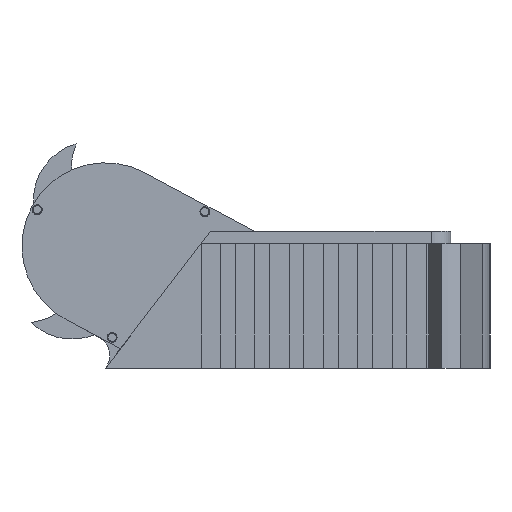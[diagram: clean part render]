
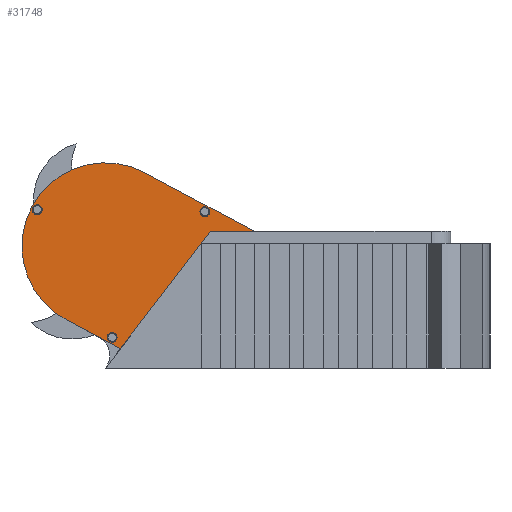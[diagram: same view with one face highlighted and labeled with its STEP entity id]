
A CAD part, left-side view. The second image highlights one B-rep face of the part: STEP entity #31748.
In plain terms, the highlighted planar face has unit normal (-1, 0, 0).
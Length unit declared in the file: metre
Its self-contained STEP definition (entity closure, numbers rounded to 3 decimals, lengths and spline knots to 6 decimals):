
#750=CIRCLE('',#33935,0.017);
#751=CIRCLE('',#33939,0.001);
#752=CIRCLE('',#33940,0.001);
#753=CIRCLE('',#33941,0.001);
#1598=PLANE('',#33938);
#3856=LINE('',#51738,#6899);
#3859=LINE('',#51744,#6902);
#3863=LINE('',#51756,#6906);
#3866=LINE('',#51761,#6909);
#6899=VECTOR('',#38930,1.);
#6902=VECTOR('',#38935,1.);
#6906=VECTOR('',#38947,1.);
#6909=VECTOR('',#38952,1.);
#14197=ORIENTED_EDGE('',*,*,#20542,.F.);
#14198=ORIENTED_EDGE('',*,*,#20543,.F.);
#14199=ORIENTED_EDGE('',*,*,#20544,.F.);
#14200=ORIENTED_EDGE('',*,*,#20529,.T.);
#14201=ORIENTED_EDGE('',*,*,#20541,.T.);
#14202=ORIENTED_EDGE('',*,*,#20538,.T.);
#14203=ORIENTED_EDGE('',*,*,#20535,.F.);
#14204=ORIENTED_EDGE('',*,*,#20532,.F.);
#20529=EDGE_CURVE('',#24234,#24233,#3856,.T.);
#20532=EDGE_CURVE('',#24234,#24236,#3859,.T.);
#20535=EDGE_CURVE('',#24236,#24238,#750,.T.);
#20538=EDGE_CURVE('',#24240,#24238,#3863,.T.);
#20541=EDGE_CURVE('',#24233,#24240,#3866,.T.);
#20542=EDGE_CURVE('',#24241,#24241,#751,.T.);
#20543=EDGE_CURVE('',#24242,#24242,#752,.T.);
#20544=EDGE_CURVE('',#24243,#24243,#753,.T.);
#24233=VERTEX_POINT('',#51737);
#24234=VERTEX_POINT('',#51739);
#24236=VERTEX_POINT('',#51745);
#24238=VERTEX_POINT('',#51751);
#24240=VERTEX_POINT('',#51757);
#24241=VERTEX_POINT('',#51764);
#24242=VERTEX_POINT('',#51766);
#24243=VERTEX_POINT('',#51768);
#27620=EDGE_LOOP('',(#14197));
#27621=EDGE_LOOP('',(#14198));
#27622=EDGE_LOOP('',(#14199));
#27623=EDGE_LOOP('',(#14200,#14201,#14202,#14203,#14204));
#29496=FACE_BOUND('',#27620,.T.);
#29497=FACE_BOUND('',#27621,.T.);
#29498=FACE_BOUND('',#27622,.T.);
#29499=FACE_BOUND('',#27623,.T.);
#31748=ADVANCED_FACE('',(#29496,#29497,#29498,#29499),#1598,.T.);
#33935=AXIS2_PLACEMENT_3D('',#51750,#38941,#38942);
#33938=AXIS2_PLACEMENT_3D('',#51762,#38953,#38954);
#33939=AXIS2_PLACEMENT_3D('',#51763,#38955,#38956);
#33940=AXIS2_PLACEMENT_3D('',#51765,#38957,#38958);
#33941=AXIS2_PLACEMENT_3D('',#51767,#38959,#38960);
#38930=DIRECTION('',(0.,-0.609,0.793));
#38935=DIRECTION('',(0.,0.882,0.471));
#38941=DIRECTION('',(1.,0.,0.));
#38942=DIRECTION('',(0.,0.,-1.));
#38947=DIRECTION('',(0.,0.882,0.471));
#38952=DIRECTION('',(0.,-1.,0.));
#38953=DIRECTION('',(-1.,0.,0.));
#38954=DIRECTION('',(0.,1.,0.));
#38955=DIRECTION('',(-1.,0.,0.));
#38956=DIRECTION('',(0.,0.,1.));
#38957=DIRECTION('',(-1.,0.,0.));
#38958=DIRECTION('',(0.,0.,1.));
#38959=DIRECTION('',(-1.,0.,0.));
#38960=DIRECTION('',(0.,0.,1.));
#51737=CARTESIAN_POINT('',(-0.035,0.015499,0.0254));
#51738=CARTESIAN_POINT('',(-0.035,0.022951,0.015689));
#51739=CARTESIAN_POINT('',(-0.035,0.031946,0.003967));
#51744=CARTESIAN_POINT('',(-0.035,0.037498,0.006931));
#51745=CARTESIAN_POINT('',(-0.035,0.04305,0.009896));
#51750=CARTESIAN_POINT('',(-0.035,0.035042,0.024892));
#51751=CARTESIAN_POINT('',(-0.035,0.027035,0.039888));
#51756=CARTESIAN_POINT('',(-0.035,0.013469,0.032644));
#51757=CARTESIAN_POINT('',(-0.035,-0.000098,0.0254));
#51761=CARTESIAN_POINT('',(-0.035,0.007701,0.0254));
#51762=CARTESIAN_POINT('',(-0.035,0.011298,0.025931));
#51763=CARTESIAN_POINT('',(-0.035,0.014729,0.0319));
#51764=CARTESIAN_POINT('',(-0.035,0.014729,0.0329));
#51765=CARTESIAN_POINT('',(-0.035,0.033638,0.006288));
#51766=CARTESIAN_POINT('',(-0.035,0.033638,0.007288));
#51767=CARTESIAN_POINT('',(-0.035,0.048936,0.03231));
#51768=CARTESIAN_POINT('',(-0.035,0.048936,0.03331));
